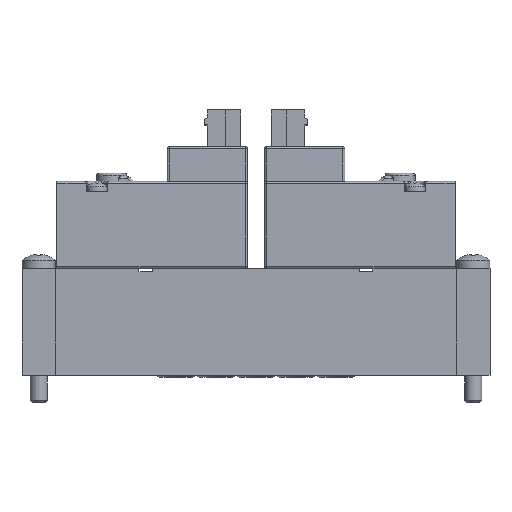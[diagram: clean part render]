
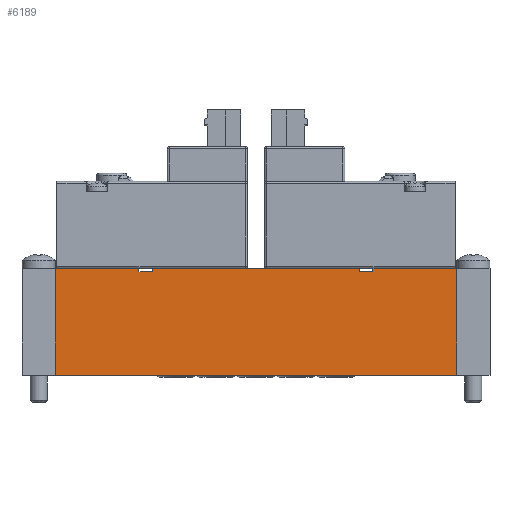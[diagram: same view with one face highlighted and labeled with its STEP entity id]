
A CAD part, top view. The second image highlights one B-rep face of the part: STEP entity #6189.
In plain terms, the highlighted planar face has unit normal (0, 0, 1).
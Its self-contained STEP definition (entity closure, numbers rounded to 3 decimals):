
#6189 = ADVANCED_FACE( '', ( #11252 ), #11253, .T. );
#11252 = FACE_OUTER_BOUND( '', #19728, .T. );
#11253 = PLANE( '', #19729 );
#19728 = EDGE_LOOP( '', ( #25839, #25840, #25841, #25842, #25843, #25844, #25845, #25846, #25847, #25848, #25849, #25850 ) );
#19729 = AXIS2_PLACEMENT_3D( '', #25851, #25852, #25853 );
#25839 = ORIENTED_EDGE( '', *, *, #31361, .T. );
#25840 = ORIENTED_EDGE( '', *, *, #31362, .T. );
#25841 = ORIENTED_EDGE( '', *, *, #31363, .F. );
#25842 = ORIENTED_EDGE( '', *, *, #31364, .F. );
#25843 = ORIENTED_EDGE( '', *, *, #31365, .T. );
#25844 = ORIENTED_EDGE( '', *, *, #31366, .T. );
#25845 = ORIENTED_EDGE( '', *, *, #31367, .T. );
#25846 = ORIENTED_EDGE( '', *, *, #31368, .T. );
#25847 = ORIENTED_EDGE( '', *, *, #31369, .T. );
#25848 = ORIENTED_EDGE( '', *, *, #31370, .T. );
#25849 = ORIENTED_EDGE( '', *, *, #31371, .F. );
#25850 = ORIENTED_EDGE( '', *, *, #31372, .F. );
#25851 = CARTESIAN_POINT( '', ( 0., 0., 5.25 ) );
#25852 = DIRECTION( '', ( 0., 0., 1. ) );
#25853 = DIRECTION( '', ( 1., 0., 0. ) );
#31361 = EDGE_CURVE( '', #39531, #39532, #39533, .T. );
#31362 = EDGE_CURVE( '', #39532, #39534, #39535, .T. );
#31363 = EDGE_CURVE( '', #39536, #39534, #39537, .T. );
#31364 = EDGE_CURVE( '', #39538, #39536, #39539, .T. );
#31365 = EDGE_CURVE( '', #39538, #39540, #39541, .T. );
#31366 = EDGE_CURVE( '', #39540, #39542, #39543, .T. );
#31367 = EDGE_CURVE( '', #39542, #39544, #39545, .T. );
#31368 = EDGE_CURVE( '', #39544, #39546, #39547, .T. );
#31369 = EDGE_CURVE( '', #39546, #39548, #39549, .T. );
#31370 = EDGE_CURVE( '', #39548, #39550, #39551, .T. );
#31371 = EDGE_CURVE( '', #39552, #39550, #39553, .T. );
#31372 = EDGE_CURVE( '', #39531, #39552, #39554, .T. );
#39531 = VERTEX_POINT( '', #45015 );
#39532 = VERTEX_POINT( '', #45016 );
#39533 = LINE( '', #45017, #45018 );
#39534 = VERTEX_POINT( '', #45019 );
#39535 = LINE( '', #45020, #45021 );
#39536 = VERTEX_POINT( '', #45022 );
#39537 = LINE( '', #45023, #45024 );
#39538 = VERTEX_POINT( '', #45025 );
#39539 = LINE( '', #45026, #45027 );
#39540 = VERTEX_POINT( '', #45028 );
#39541 = LINE( '', #45029, #45030 );
#39542 = VERTEX_POINT( '', #45031 );
#39543 = LINE( '', #45032, #45033 );
#39544 = VERTEX_POINT( '', #45034 );
#39545 = LINE( '', #45035, #45036 );
#39546 = VERTEX_POINT( '', #45037 );
#39547 = LINE( '', #45038, #45039 );
#39548 = VERTEX_POINT( '', #45040 );
#39549 = LINE( '', #45041, #45042 );
#39550 = VERTEX_POINT( '', #45043 );
#39551 = LINE( '', #45044, #45045 );
#39552 = VERTEX_POINT( '', #45046 );
#39553 = LINE( '', #45047, #45048 );
#39554 = LINE( '', #45049, #45050 );
#45015 = CARTESIAN_POINT( '', ( 15.5, 7.5, 5.25 ) );
#45016 = CARTESIAN_POINT( '', ( 15.5, 8., 5.25 ) );
#45017 = CARTESIAN_POINT( '', ( 15.5, 7.5, 5.25 ) );
#45018 = VECTOR( '', #46636, 1000. );
#45019 = CARTESIAN_POINT( '', ( -15.5, 8., 5.25 ) );
#45020 = CARTESIAN_POINT( '', ( 30., 8., 5.25 ) );
#45021 = VECTOR( '', #46637, 1000. );
#45022 = CARTESIAN_POINT( '', ( -15.5, 7.5, 5.25 ) );
#45023 = CARTESIAN_POINT( '', ( -15.5, 7.5, 5.25 ) );
#45024 = VECTOR( '', #46638, 1000. );
#45025 = CARTESIAN_POINT( '', ( -17.5, 7.5, 5.25 ) );
#45026 = CARTESIAN_POINT( '', ( -17.5, 7.5, 5.25 ) );
#45027 = VECTOR( '', #46639, 1000. );
#45028 = CARTESIAN_POINT( '', ( -17.5, 8., 5.25 ) );
#45029 = CARTESIAN_POINT( '', ( -17.5, 7.5, 5.25 ) );
#45030 = VECTOR( '', #46640, 1000. );
#45031 = CARTESIAN_POINT( '', ( -30., 8., 5.25 ) );
#45032 = CARTESIAN_POINT( '', ( 30., 8., 5.25 ) );
#45033 = VECTOR( '', #46641, 1000. );
#45034 = CARTESIAN_POINT( '', ( -30., -8., 5.25 ) );
#45035 = CARTESIAN_POINT( '', ( -30., 8., 5.25 ) );
#45036 = VECTOR( '', #46642, 1000. );
#45037 = CARTESIAN_POINT( '', ( 30., -8., 5.25 ) );
#45038 = CARTESIAN_POINT( '', ( -30., -8., 5.25 ) );
#45039 = VECTOR( '', #46643, 1000. );
#45040 = CARTESIAN_POINT( '', ( 30., 8., 5.25 ) );
#45041 = CARTESIAN_POINT( '', ( 30., -8., 5.25 ) );
#45042 = VECTOR( '', #46644, 1000. );
#45043 = CARTESIAN_POINT( '', ( 17.5, 8., 5.25 ) );
#45044 = CARTESIAN_POINT( '', ( 30., 8., 5.25 ) );
#45045 = VECTOR( '', #46645, 1000. );
#45046 = CARTESIAN_POINT( '', ( 17.5, 7.5, 5.25 ) );
#45047 = CARTESIAN_POINT( '', ( 17.5, 7.5, 5.25 ) );
#45048 = VECTOR( '', #46646, 1000. );
#45049 = CARTESIAN_POINT( '', ( 17.5, 7.5, 5.25 ) );
#45050 = VECTOR( '', #46647, 1000. );
#46636 = DIRECTION( '', ( 0., 1., 0. ) );
#46637 = DIRECTION( '', ( -1., 0., 0. ) );
#46638 = DIRECTION( '', ( 0., 1., 0. ) );
#46639 = DIRECTION( '', ( 1., 0., 0. ) );
#46640 = DIRECTION( '', ( 0., 1., 0. ) );
#46641 = DIRECTION( '', ( -1., 0., 0. ) );
#46642 = DIRECTION( '', ( 0., -1., 0. ) );
#46643 = DIRECTION( '', ( 1., 0., 0. ) );
#46644 = DIRECTION( '', ( 0., 1., 0. ) );
#46645 = DIRECTION( '', ( -1., 0., 0. ) );
#46646 = DIRECTION( '', ( 0., 1., 0. ) );
#46647 = DIRECTION( '', ( 1., 0., 0. ) );
